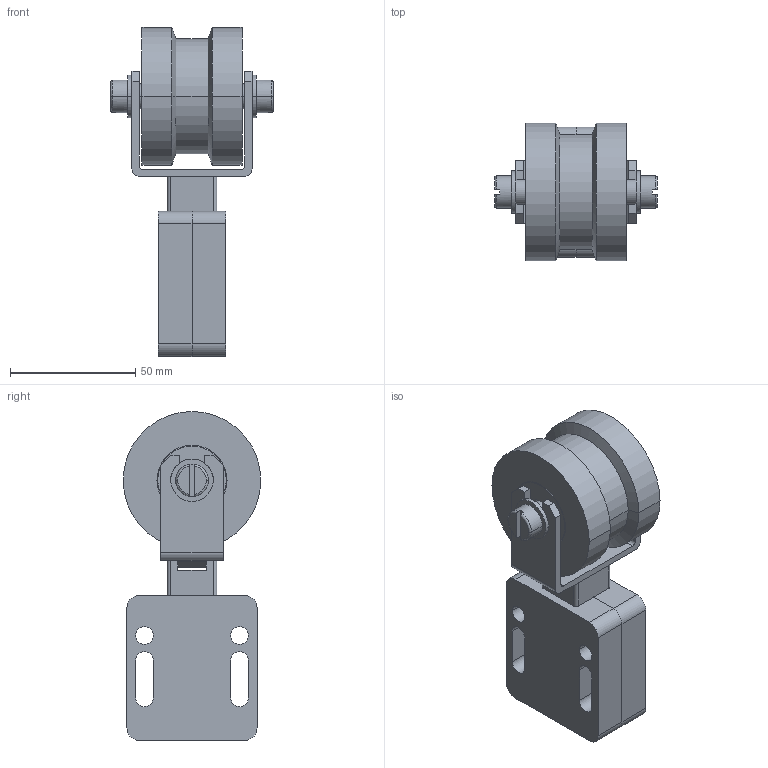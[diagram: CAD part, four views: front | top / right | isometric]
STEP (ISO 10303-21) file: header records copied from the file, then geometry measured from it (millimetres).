
FILE_DESCRIPTION(('STEP AP214'),'1');
FILE_NAME('cctmp_2B36BF2E-B1C9-4DF2-BB7C-DC7D1040282A_2023_7_12_13_13_10_927..stp','2023-07-12T11:13:11',('Murtfeldt Kunststoffe GmbH & Co.KG'),('CADClick - www.CADClick.com'),'Spatial InterOp 3D',' ','unknown authorization');
FILE_SCHEMA(('AUTOMOTIVE_DESIGN'));
Length unit declared in the file: millimetre
Products named in the file (1): 1
Bounding box: 65 x 55 x 131.5 mm (x, y, z)
Volume: 159998.3 mm3; surface area: 51665.9 mm2
Topology: 6 solids, 14 shells, 484 faces, 1243 edges, 801 vertices
Faces by surface type: plane 233, cylinder 187, torus 44, cone 20
Entity records: 19019 total; most frequent: CARTESIAN_POINT 2830, DIRECTION 2695, ORIENTED_EDGE 2470, EDGE_CURVE 1235, AXIS2_PLACEMENT_3D 978, VERTEX_POINT 801, LINE 739, VECTOR 739
